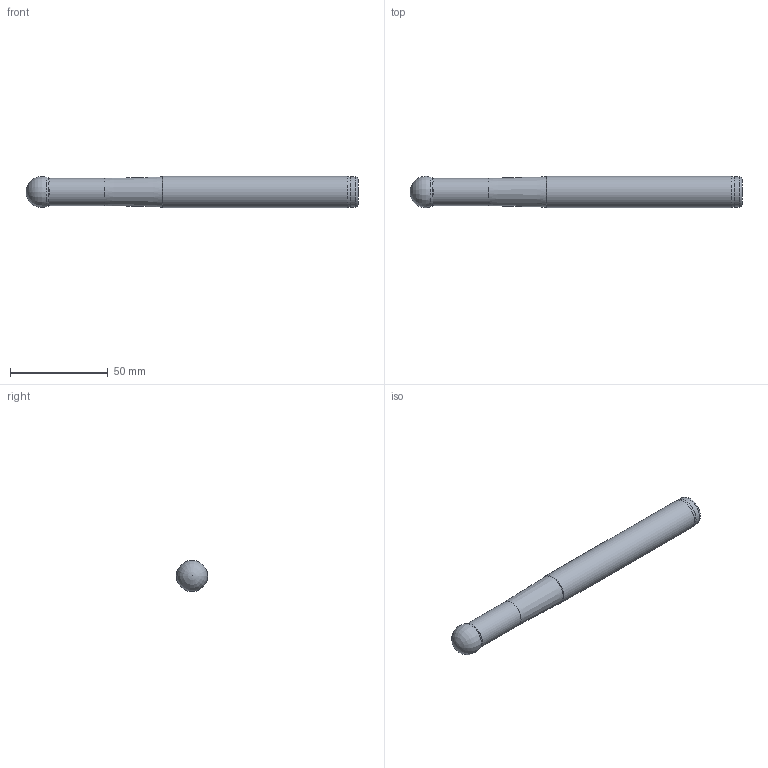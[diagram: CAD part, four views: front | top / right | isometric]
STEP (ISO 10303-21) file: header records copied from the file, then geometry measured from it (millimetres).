
FILE_DESCRIPTION(/* description */ (''),/* implementation_level */ '2;1');
FILE_NAME(/* name */ 'APMR-BNM16-D16-C16-L175.stp',/* time_stamp */ '2023-10-02T11:34:11+03:00',/* author */ (''),/* organization */ (''),/* preprocessor_version */ 'ST-DEVELOPER v19.4',/* originating_system */ 'SIEMENS PLM Software NX2306.5001',/* authorisation */ '');
FILE_SCHEMA (('AUTOMOTIVE_DESIGN { 1 0 10303 214 3 1 1 1 }'));
Length unit declared in the file: millimetre
Products named in the file (1): APMR-BNM16-D16-C16-L175-LIGHT_x_t_objects
Bounding box: 170 x 16 x 16 mm (x, y, z)
Volume: 32614.9 mm3; surface area: 9042.1 mm2
Topology: 2 solids, 2 shells, 13 faces, 26 edges, 15 vertices
Faces by surface type: cylinder 3, cone 3, revolution 2, sphere 2, plane 2, torus 1
Full cylindrical faces by diameter (mm): 14 x1, 15.5 x1, 16 x1
Entity records: 301 total; most frequent: CARTESIAN_POINT 53, DIRECTION 48, AXIS2_PLACEMENT_3D 23, EDGE_LOOP 22, ORIENTED_EDGE 22, FACE_BOUND 20, ADVANCED_FACE 13, VERTEX_POINT 12
